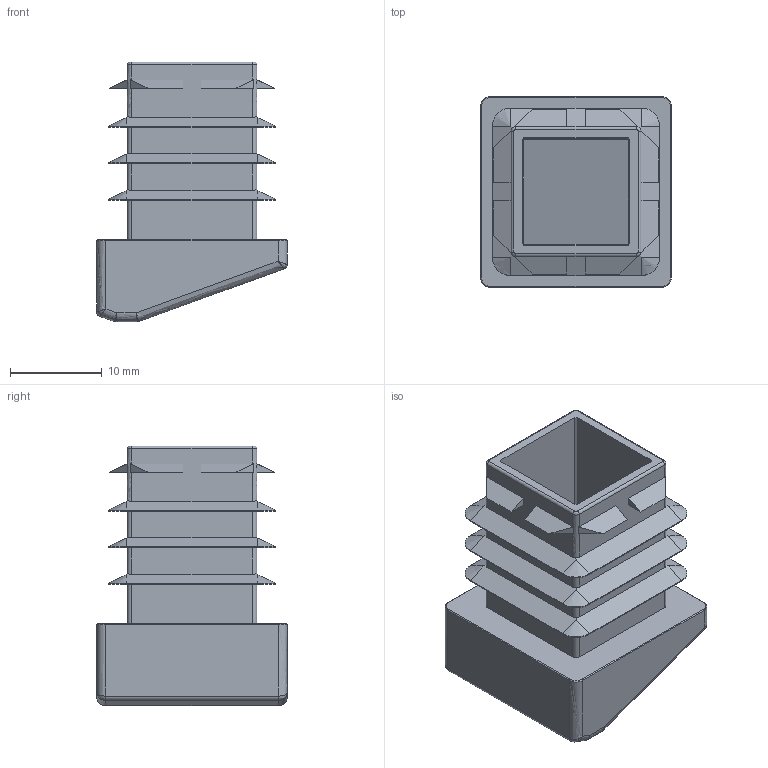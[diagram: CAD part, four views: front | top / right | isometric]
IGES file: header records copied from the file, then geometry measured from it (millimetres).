
Start section: --------------------------------------------------------------------- Generated by CADlook_v16.0 (77.6.2).  Visit http://www.cadlook.com for more information on CADlook translators and viewers. ---------------------------------------------------------------------
Global section: file name: 31-20x20.igs; native system: Cimatron E 12.0; preprocessor: CADlook_v16.0; author: DAVID; organization: None; date: 20150608.083329; units: millimetre
Bounding box: 20.8 x 20.8 x 28.4 mm (x, y, z)
Surface area: 4364.9 mm2 (no closed solid volume)
Topology: 0 solids, 0 shells, 179 faces, 901 edges, 882 vertices
Faces by surface type: bspline 109, revolution 70
